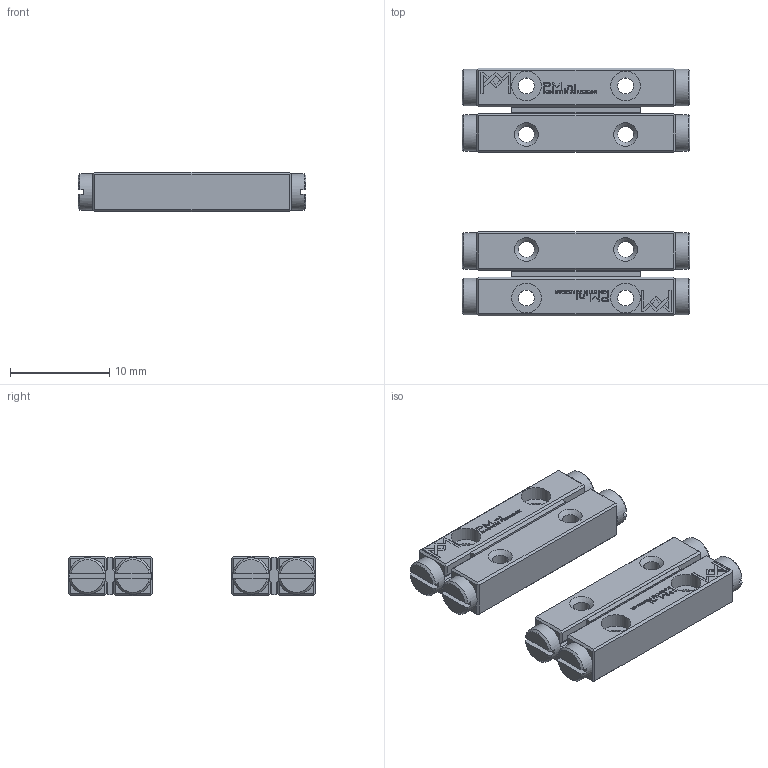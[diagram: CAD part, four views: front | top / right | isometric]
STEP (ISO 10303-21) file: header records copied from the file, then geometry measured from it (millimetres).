
FILE_DESCRIPTION(/* description */ (''),/* implementation_level */ '2;1');
FILE_NAME(/* name */ 'Set RSD-1520x4KZR_stp.stp',/* time_stamp */ '2025-02-17T08:07:32+01:00',/* author */ (''),/* organization */ (''),/* preprocessor_version */ 'ST-DEVELOPER v16.7',/* originating_system */ 'SIEMENS PLM Software NX 12.0',/* authorisation */ '');
FILE_SCHEMA (('AUTOMOTIVE_DESIGN { 1 0 10303 214 3 1 1 1 }'));
Length unit declared in the file: millimetre
Products named in the file (1): Set RSD-1520x4KZR_stp
Bounding box: 23 x 25 x 4 mm (x, y, z)
Volume: 1254.2 mm3; surface area: 2510.7 mm2
Topology: 22 solids, 22 shells, 1548 faces, 4084 edges, 2712 vertices
Faces by surface type: plane 1068, bspline 360, cone 64, cylinder 56
Full cylindrical faces by diameter (mm): 1.45 x8, 1.5 x8, 1.6 x8, 1.8 x8, 2 x8, 3 x8, 3.7 x8
Entity records: 56856 total; most frequent: CARTESIAN_POINT 13233, ORIENTED_EDGE 7880, DIRECTION 5750, EDGE_CURVE 3940, LINE 3004, VECTOR 3004, VERTEX_POINT 2680, EDGE_LOOP 1816
